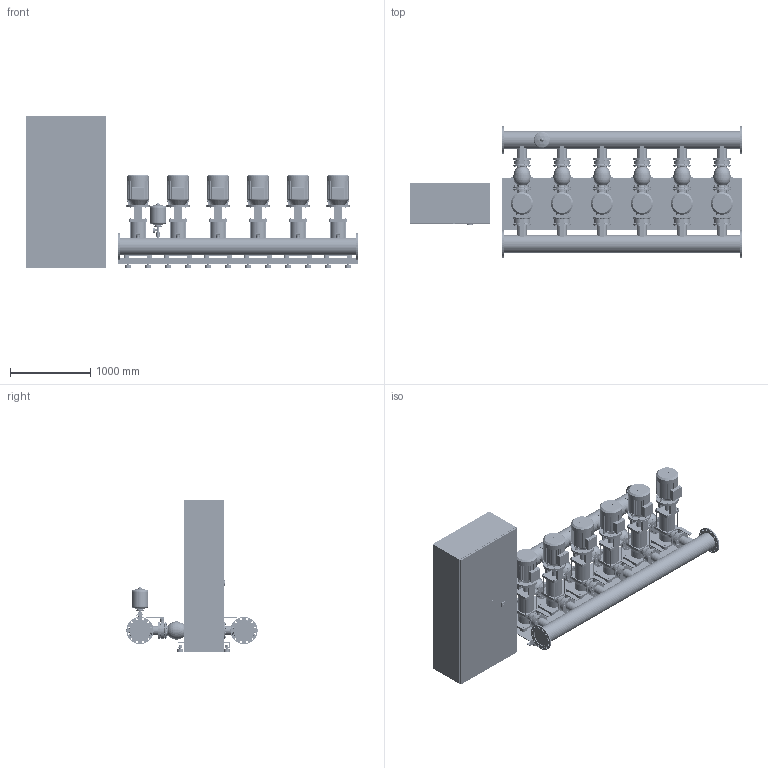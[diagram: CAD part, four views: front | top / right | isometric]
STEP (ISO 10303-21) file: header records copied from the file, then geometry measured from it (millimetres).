
FILE_DESCRIPTION((''),'2;1');
FILE_NAME('3d_COR-6MVI7002_2-2523295.stp','2011-08-30T07:18:20',(''),(''),'Mechanical Desktop 2009','Mechanical Desktop 2009',', , ');
FILE_SCHEMA(('CONFIG_CONTROL_DESIGN'));
Length unit declared in the file: millimetre
Products named in the file (1): Product
Bounding box: 4150 x 1639.55 x 1900 mm (x, y, z)
Volume: 1636501795.3 mm3; surface area: 38952529.3 mm2
Topology: 352 solids, 352 shells, 10293 faces, 24667 edges, 15998 vertices
Faces by surface type: plane 5195, cylinder 2834, bspline 1382, cone 628, torus 180, sphere 74
Full cylindrical faces by diameter (mm): 114.3 x12, 205 x12
Entity records: 321313 total; most frequent: CARTESIAN_POINT 77969, DIRECTION 50933, ORIENTED_EDGE 49190, EDGE_CURVE 24595, AXIS2_PLACEMENT_3D 17728, VERTEX_POINT 15980, VECTOR 15477, LINE 15477
